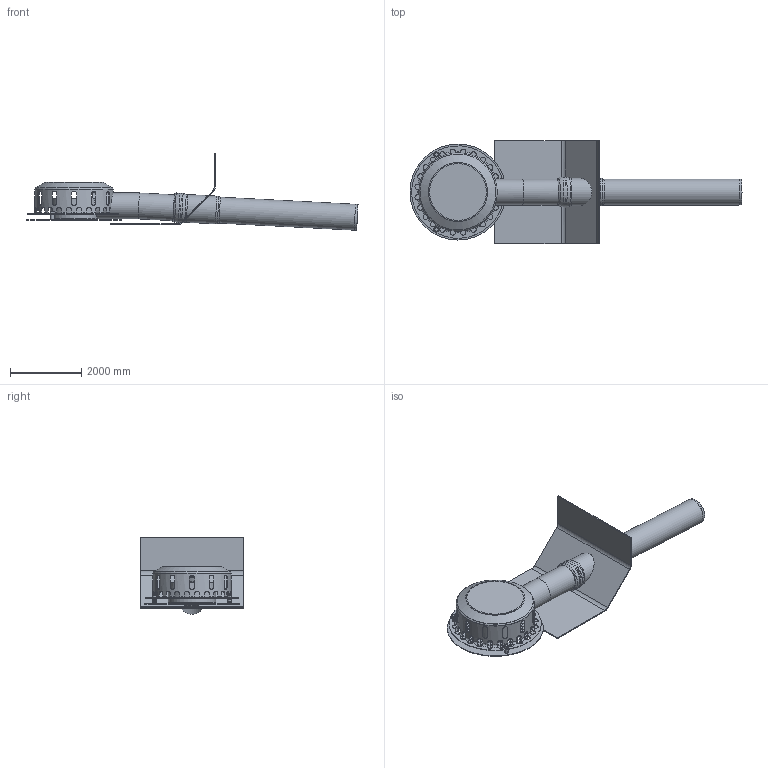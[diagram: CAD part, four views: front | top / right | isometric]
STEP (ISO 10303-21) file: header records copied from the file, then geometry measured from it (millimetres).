
FILE_DESCRIPTION(/* description */ (''),/* implementation_level */ '2;1');
FILE_NAME(/* name */ '01398.070X_3D.stp',/* time_stamp */ '2024-12-11T13:29:06+01:00',/* author */ ('CAD'),/* organization */ (''),/* preprocessor_version */ 'ST-DEVELOPER v20',/* originating_system */ 'AutoCAD Mechanical',/* authorisation */ '');
FILE_SCHEMA (('AUTOMOTIVE_DESIGN { 1 0 10303 214 3 1 1 }'));
Products named in the file (1): Product
Bounding box: 9339.95 x 2900 x 2149.14 mm (x, y, z)
Volume: 838099580.6 mm3; surface area: 100678161.7 mm2
Topology: 10 solids, 10 shells, 1778 faces, 5327 edges, 3532 vertices
Faces by surface type: plane 1549, cylinder 102, torus 64, cone 56, bspline 7
Full cylindrical faces by diameter (mm): 60 x2, 80 x2, 100 x2, 706 x3, 730 x4, 758 x1, 782 x1, 808 x1, 810 x1, 832 x1, 1290 x1, 1330 x2, 2180 x1, 2200 x1, 2700 x1
Entity records: 65920 total; most frequent: CARTESIAN_POINT 16751, ORIENTED_EDGE 10654, DIRECTION 8870, EDGE_CURVE 5327, LINE 4672, VECTOR 4672, VERTEX_POINT 3532, EDGE_LOOP 2531
